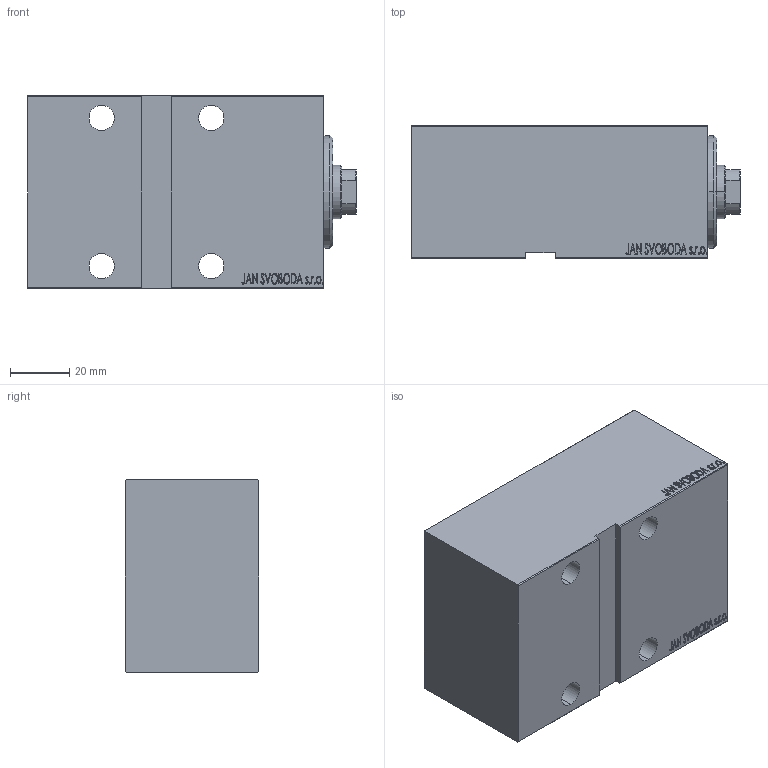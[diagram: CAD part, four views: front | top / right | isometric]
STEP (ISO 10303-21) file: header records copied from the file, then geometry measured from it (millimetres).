
FILE_DESCRIPTION (( 'STEP AP203' ), '1' );
FILE_NAME ('2e68.STEP', '2022-05-09T13:51:28', ( '' ), ( '' ), 'SwSTEP 2.0', 'SolidWorks 2019', '' );
FILE_SCHEMA (( 'CONFIG_CONTROL_DESIGN' ));
Length unit declared in the file: millimetre
Products named in the file (4): V450CM_E_VCP 0a1cef587cf753c5fb30bbb3f6cc1ae2; V450CM_E_Body 0a1cef587cf753c5fb30bbb3f6cc1ae2; V450CM_VC_B 0a1cef587cf753c5fb30bbb3f6cc1ae2; 2e68
Assembly tree (3 placements, depth 2):
  2e68
    V450CM_E_Body 0a1cef587cf753c5fb30bbb3f6cc1ae2
    V450CM_E_VCP 0a1cef587cf753c5fb30bbb3f6cc1ae2
    V450CM_VC_B 0a1cef587cf753c5fb30bbb3f6cc1ae2
Bounding box: 111 x 45 x 65 mm (x, y, z)
Volume: 266765.6 mm3; surface area: 53281.9 mm2
Topology: 3 solids, 3 shells, 843 faces, 2172 edges, 1441 vertices
Faces by surface type: plane 407, bspline 380, cylinder 42, cone 14
Entity records: 42766 total; most frequent: CARTESIAN_POINT 24320, ORIENTED_EDGE 4340, DIRECTION 2440, EDGE_CURVE 2170, VERTEX_POINT 1441, VECTOR 1302, LINE 1302, EDGE_LOOP 961
